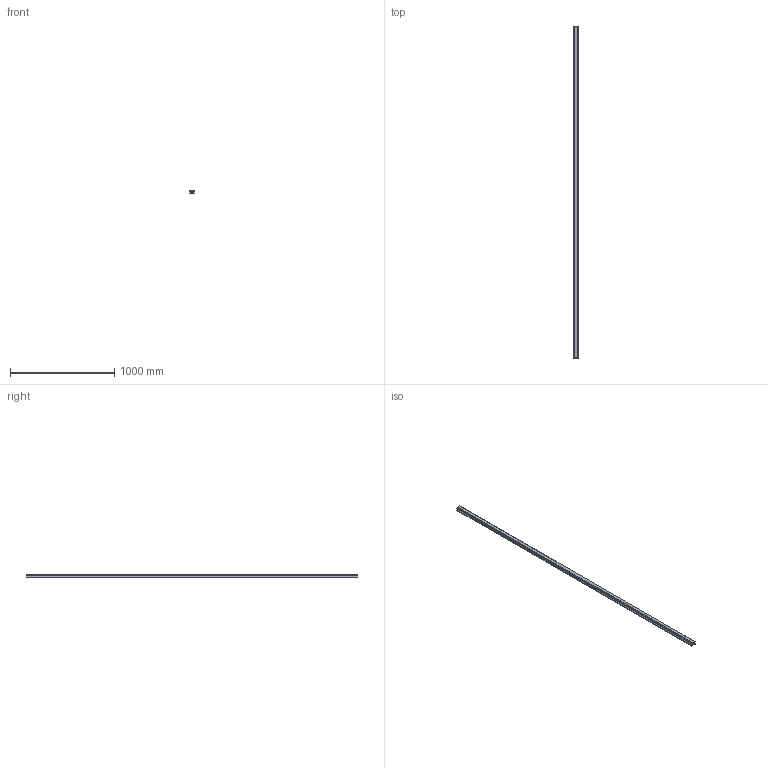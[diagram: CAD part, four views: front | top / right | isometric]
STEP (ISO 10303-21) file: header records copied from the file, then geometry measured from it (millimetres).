
FILE_DESCRIPTION(('STEP AP214'),'1');
FILE_NAME('cctmp_DFA337FF-AD35-497F-8A5F-B8D71D4DB0F7_2021_01_28_13_19_11_0696..stp','2021-01-28T12:19:11',('HIWIN GmbH'),('CADClick - www.CADClick.com'),'Spatial InterOp 3D',' ','unknown authorization');
FILE_SCHEMA(('AUTOMOTIVE_DESIGN'));
Length unit declared in the file: millimetre
Products named in the file (1): HGR45T3180C_FILE
Bounding box: 45 x 3180 x 38 mm (x, y, z)
Volume: 4451833.1 mm3; surface area: 576373.2 mm2
Topology: 1 solids, 1 shells, 221 faces, 583 edges, 337 vertices
Faces by surface type: plane 93, cylinder 66, cone 62
Entity records: 8091 total; most frequent: DIRECTION 1097, CARTESIAN_POINT 1080, ORIENTED_EDGE 1042, EDGE_CURVE 521, LINE 389, VECTOR 389, AXIS2_PLACEMENT_3D 354, VERTEX_POINT 337
